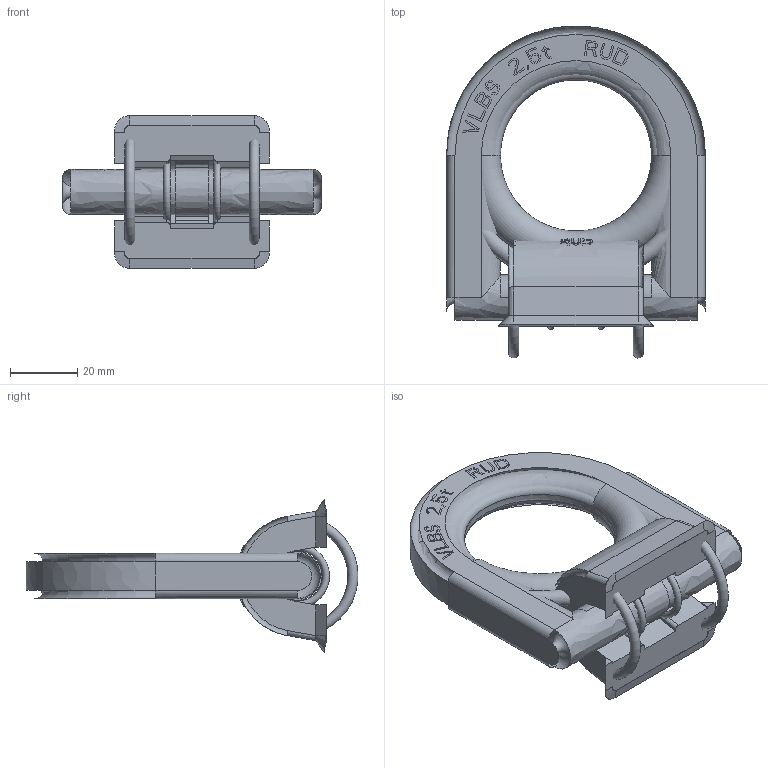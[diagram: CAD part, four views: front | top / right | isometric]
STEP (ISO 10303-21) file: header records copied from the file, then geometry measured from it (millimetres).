
FILE_DESCRIPTION((''),'2;1');
FILE_NAME('001-M32632-P-1_ASM','2007-09-07T',('jakubetz'),('RAND'),'PRO/ENGINEER BY PARAMETRIC TECHNOLOGY CORPORATION, 2005030','PRO/ENGINEER BY PARAMETRIC TECHNOLOGY CORPORATION, 2005030','');
FILE_SCHEMA(('CONFIG_CONTROL_DESIGN'));
Length unit declared in the file: millimetre
Products named in the file (4): 001-M32632-P-1; 001-M32633-P-1; 001-M31368-P-1; 001-M32632-P-1_ASM
Assembly tree (3 placements, depth 2):
  001-M32632-P-1_ASM
    001-M32632-P-1
    001-M32633-P-1
    001-M31368-P-1
Bounding box: 77 x 98.75 x 45.45 mm (x, y, z)
Surface area: 46588.4 mm2 (no closed solid volume)
Topology: 0 solids, 0 shells, 613 faces, 3426 edges, 3408 vertices
Faces by surface type: bspline 595, torus 14, sphere 4
Entity records: 43997 total; most frequent: CARTESIAN_POINT 14108, DIRECTION 4347, TRIMMED_CURVE 4157, VECTOR 4017, LINE 4017, DEFINITIONAL_REPRESENTATION 3386, PCURVE 3386, COMPOSITE_CURVE_SEGMENT 3386
